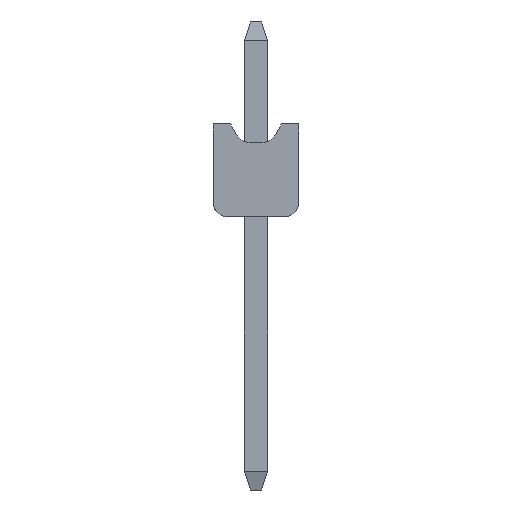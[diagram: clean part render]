
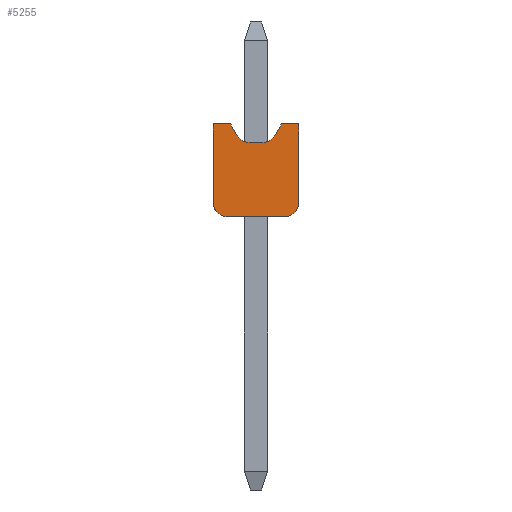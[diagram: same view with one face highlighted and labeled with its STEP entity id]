
A CAD part, left-side view. The second image highlights one B-rep face of the part: STEP entity #5255.
In plain terms, the highlighted planar face has unit normal (-1, 0, 0).
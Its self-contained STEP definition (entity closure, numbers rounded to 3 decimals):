
#72=CARTESIAN_POINT('',(-11.28,0.787,-2.159));
#73=DIRECTION('',(-1.,0.,0.));
#74=DIRECTION('',(0.,1.,0.));
#75=AXIS2_PLACEMENT_3D('',#72,#73,#74);
#77=DIRECTION('',(0.,0.,1.));
#78=VECTOR('',#77,2.159);
#79=CARTESIAN_POINT('',(-11.28,1.168,-2.159));
#80=LINE('',#79,#78);
#81=DIRECTION('',(0.,-1.,0.));
#82=VECTOR('',#81,0.469);
#83=CARTESIAN_POINT('',(-11.28,1.168,0.));
#84=LINE('',#83,#82);
#85=DIRECTION('',(0.,-0.5,-0.866));
#86=VECTOR('',#85,0.367);
#87=CARTESIAN_POINT('',(-11.28,0.7,0.));
#88=LINE('',#87,#86);
#89=DIRECTION('',(0.,-1.,0.));
#90=VECTOR('',#89,0.373);
#91=CARTESIAN_POINT('',(-11.28,0.186,-0.508));
#92=LINE('',#91,#90);
#93=DIRECTION('',(0.,-0.5,0.866));
#94=VECTOR('',#93,0.367);
#95=CARTESIAN_POINT('',(-11.28,-0.516,-0.318));
#96=LINE('',#95,#94);
#97=DIRECTION('',(0.,-1.,0.));
#98=VECTOR('',#97,0.469);
#99=CARTESIAN_POINT('',(-11.28,-0.7,0.));
#100=LINE('',#99,#98);
#101=DIRECTION('',(0.,0.,-1.));
#102=VECTOR('',#101,2.159);
#103=CARTESIAN_POINT('',(-11.28,-1.168,0.));
#104=LINE('',#103,#102);
#105=CARTESIAN_POINT('',(-11.28,-0.787,-2.159));
#106=DIRECTION('',(-1.,0.,0.));
#107=DIRECTION('',(0.,0.,-1.));
#108=AXIS2_PLACEMENT_3D('',#105,#106,#107);
#110=DIRECTION('',(0.,1.,0.));
#111=VECTOR('',#110,1.575);
#112=CARTESIAN_POINT('',(-11.28,-0.787,-2.54));
#113=LINE('',#112,#111);
#807=CARTESIAN_POINT('',(-11.28,-0.186,-0.127));
#808=DIRECTION('',(1.,0.,0.));
#809=DIRECTION('',(0.,-0.866,-0.5));
#810=AXIS2_PLACEMENT_3D('',#807,#808,#809);
#1859=CARTESIAN_POINT('',(-11.28,0.186,-0.127));
#1860=DIRECTION('',(1.,0.,0.));
#1861=DIRECTION('',(0.,0.,-1.));
#1862=AXIS2_PLACEMENT_3D('',#1859,#1860,#1861);
#4060=CARTESIAN_POINT('',(-11.28,1.168,0.));
#4061=CARTESIAN_POINT('',(-11.28,0.7,0.));
#4062=VERTEX_POINT('',#4060);
#4063=VERTEX_POINT('',#4061);
#4064=CARTESIAN_POINT('',(-11.28,-0.7,0.));
#4065=CARTESIAN_POINT('',(-11.28,-1.168,0.));
#4066=VERTEX_POINT('',#4064);
#4067=VERTEX_POINT('',#4065);
#4252=CARTESIAN_POINT('',(-11.28,0.516,-0.318));
#4253=VERTEX_POINT('',#4252);
#4254=CARTESIAN_POINT('',(-11.28,0.186,-0.508));
#4255=CARTESIAN_POINT('',(-11.28,-0.186,-0.508));
#4256=VERTEX_POINT('',#4254);
#4257=VERTEX_POINT('',#4255);
#4258=CARTESIAN_POINT('',(-11.28,-0.516,-0.318));
#4259=VERTEX_POINT('',#4258);
#4268=CARTESIAN_POINT('',(-11.28,1.168,-2.159));
#4269=CARTESIAN_POINT('',(-11.28,0.787,-2.54));
#4270=VERTEX_POINT('',#4268);
#4271=VERTEX_POINT('',#4269);
#4276=CARTESIAN_POINT('',(-11.28,-0.787,-2.54));
#4277=CARTESIAN_POINT('',(-11.28,-1.168,-2.159));
#4278=VERTEX_POINT('',#4276);
#4279=VERTEX_POINT('',#4277);
#5224=CARTESIAN_POINT('',(-11.28,0.,0.));
#5225=DIRECTION('',(1.,0.,0.));
#5226=DIRECTION('',(0.,-1.,0.));
#5227=AXIS2_PLACEMENT_3D('',#5224,#5225,#5226);
#5228=PLANE('',#5227);
#5230=ORIENTED_EDGE('',*,*,#5229,.F.);
#5232=ORIENTED_EDGE('',*,*,#5231,.T.);
#5234=ORIENTED_EDGE('',*,*,#5233,.T.);
#5236=ORIENTED_EDGE('',*,*,#5235,.T.);
#5238=ORIENTED_EDGE('',*,*,#5237,.F.);
#5240=ORIENTED_EDGE('',*,*,#5239,.T.);
#5242=ORIENTED_EDGE('',*,*,#5241,.F.);
#5244=ORIENTED_EDGE('',*,*,#5243,.T.);
#5246=ORIENTED_EDGE('',*,*,#5245,.T.);
#5248=ORIENTED_EDGE('',*,*,#5247,.T.);
#5250=ORIENTED_EDGE('',*,*,#5249,.F.);
#5252=ORIENTED_EDGE('',*,*,#5251,.T.);
#5253=EDGE_LOOP('',(#5230,#5232,#5234,#5236,#5238,#5240,#5242,#5244,#5246,#5248,
#5250,#5252));
#5254=FACE_OUTER_BOUND('',#5253,.F.);
#5255=ADVANCED_FACE('',(#5254),#5228,.F.);
#76=CIRCLE('',#75,0.381);
#109=CIRCLE('',#108,0.381);
#811=CIRCLE('',#810,0.381);
#1863=CIRCLE('',#1862,0.381);
#5229=EDGE_CURVE('',#4270,#4271,#76,.T.);
#5231=EDGE_CURVE('',#4270,#4062,#80,.T.);
#5233=EDGE_CURVE('',#4062,#4063,#84,.T.);
#5235=EDGE_CURVE('',#4063,#4253,#88,.T.);
#5237=EDGE_CURVE('',#4256,#4253,#1863,.T.);
#5239=EDGE_CURVE('',#4256,#4257,#92,.T.);
#5241=EDGE_CURVE('',#4259,#4257,#811,.T.);
#5243=EDGE_CURVE('',#4259,#4066,#96,.T.);
#5245=EDGE_CURVE('',#4066,#4067,#100,.T.);
#5247=EDGE_CURVE('',#4067,#4279,#104,.T.);
#5249=EDGE_CURVE('',#4278,#4279,#109,.T.);
#5251=EDGE_CURVE('',#4278,#4271,#113,.T.);
